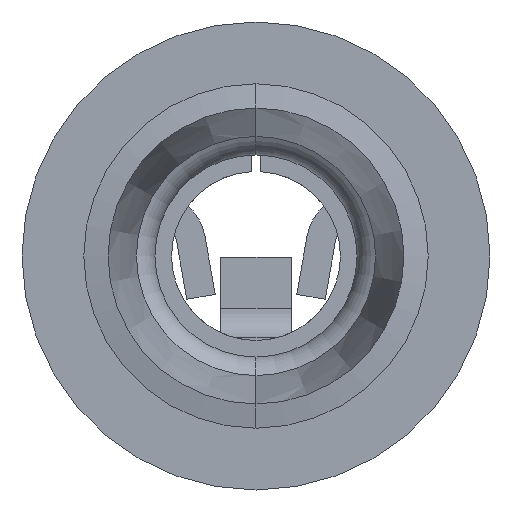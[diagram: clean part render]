
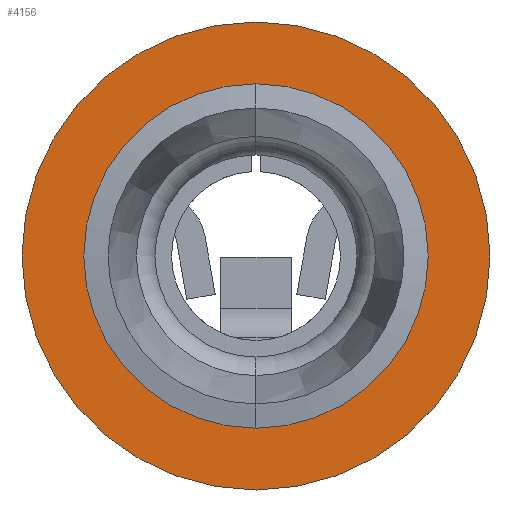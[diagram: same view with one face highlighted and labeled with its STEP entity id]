
A CAD part, front view. The second image highlights one B-rep face of the part: STEP entity #4156.
In plain terms, the highlighted planar face has unit normal (0, -1, 0).
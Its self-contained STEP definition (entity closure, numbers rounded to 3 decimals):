
#178 = VERTEX_POINT ( 'NONE', #1411 ) ;
#256 = CARTESIAN_POINT ( 'NONE',  ( 2.09, -12.78, 1.375 ) ) ;
#313 = PLANE ( 'NONE',  #637 ) ;
#435 = DIRECTION ( 'NONE',  ( 1., 0., 0. ) ) ;
#613 = VERTEX_POINT ( 'NONE', #1671 ) ;
#628 = EDGE_LOOP ( 'NONE', ( #2435, #1194 ) ) ;
#637 = AXIS2_PLACEMENT_3D ( 'NONE', #4445, #1018, #1666 ) ;
#644 = AXIS2_PLACEMENT_3D ( 'NONE', #945, #651, #1648 ) ;
#651 = DIRECTION ( 'NONE',  ( 0., 1., 0. ) ) ;
#767 = DIRECTION ( 'NONE',  ( 0., 1., 0. ) ) ;
#789 = AXIS2_PLACEMENT_3D ( 'NONE', #1540, #3601, #4320 ) ;
#891 = FACE_BOUND ( 'NONE', #628, .T. ) ;
#919 = EDGE_CURVE ( 'NONE', #2176, #2007, #1088, .T. ) ;
#945 = CARTESIAN_POINT ( 'NONE',  ( 0., -12.78, 1.375 ) ) ;
#1018 = DIRECTION ( 'NONE',  ( 0., -1., 0. ) ) ;
#1088 = CIRCLE ( 'NONE', #2102, 2.09 ) ;
#1094 = ORIENTED_EDGE ( 'NONE', *, *, #1923, .F. ) ;
#1194 = ORIENTED_EDGE ( 'NONE', *, *, #919, .T. ) ;
#1238 = EDGE_CURVE ( 'NONE', #178, #613, #3575, .T. ) ;
#1312 = EDGE_LOOP ( 'NONE', ( #1094, #2541 ) ) ;
#1411 = CARTESIAN_POINT ( 'NONE',  ( 2.84, -12.78, 1.375 ) ) ;
#1540 = CARTESIAN_POINT ( 'NONE',  ( 0., -12.78, 1.375 ) ) ;
#1608 = CIRCLE ( 'NONE', #2534, 2.09 ) ;
#1648 = DIRECTION ( 'NONE',  ( -1., 0., 0. ) ) ;
#1666 = DIRECTION ( 'NONE',  ( 1., 0., 0. ) ) ;
#1671 = CARTESIAN_POINT ( 'NONE',  ( -2.84, -12.78, 1.375 ) ) ;
#1923 = EDGE_CURVE ( 'NONE', #613, #178, #3181, .T. ) ;
#2006 = DIRECTION ( 'NONE',  ( 1., 0., 0. ) ) ;
#2007 = VERTEX_POINT ( 'NONE', #3626 ) ;
#2102 = AXIS2_PLACEMENT_3D ( 'NONE', #3879, #767, #435 ) ;
#2176 = VERTEX_POINT ( 'NONE', #256 ) ;
#2240 = EDGE_CURVE ( 'NONE', #2007, #2176, #1608, .T. ) ;
#2435 = ORIENTED_EDGE ( 'NONE', *, *, #2240, .T. ) ;
#2534 = AXIS2_PLACEMENT_3D ( 'NONE', #3064, #3421, #2006 ) ;
#2541 = ORIENTED_EDGE ( 'NONE', *, *, #1238, .F. ) ;
#2990 = FACE_OUTER_BOUND ( 'NONE', #1312, .T. ) ;
#3064 = CARTESIAN_POINT ( 'NONE',  ( 0., -12.78, 1.375 ) ) ;
#3181 = CIRCLE ( 'NONE', #789, 2.84 ) ;
#3421 = DIRECTION ( 'NONE',  ( 0., 1., 0. ) ) ;
#3575 = CIRCLE ( 'NONE', #644, 2.84 ) ;
#3601 = DIRECTION ( 'NONE',  ( 0., 1., 0. ) ) ;
#3626 = CARTESIAN_POINT ( 'NONE',  ( -2.09, -12.78, 1.375 ) ) ;
#3879 = CARTESIAN_POINT ( 'NONE',  ( 0., -12.78, 1.375 ) ) ;
#4156 = ADVANCED_FACE ( 'NONE', ( #891, #2990 ), #313, .T. ) ;
#4320 = DIRECTION ( 'NONE',  ( -1., 0., 0. ) ) ;
#4445 = CARTESIAN_POINT ( 'NONE',  ( -2.84, -12.78, 1.375 ) ) ;
